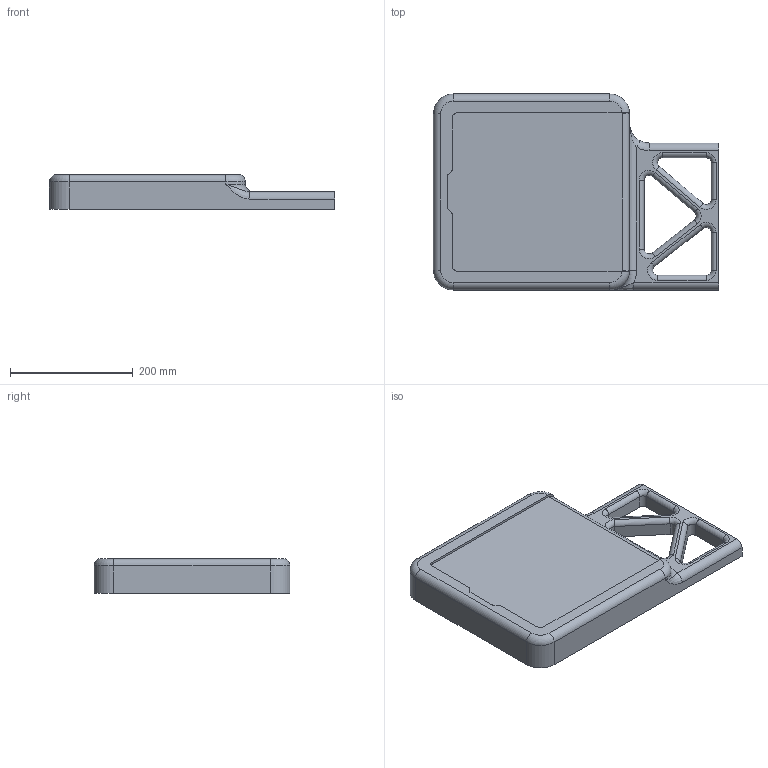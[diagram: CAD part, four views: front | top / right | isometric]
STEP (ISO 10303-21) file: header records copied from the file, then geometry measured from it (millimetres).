
FILE_DESCRIPTION(/* description */ (''),/* implementation_level */ '2;1');
FILE_NAME(/* name */ 'Plate Holder.step',/* time_stamp */ '2024-08-18T20:10:50-04:00',/* author */ (''),/* organization */ (''),/* preprocessor_version */ 'ST-DEVELOPER v20',/* originating_system */ 'Autodesk Translation Framework v13.14.0.145',/* authorisation */ '');
FILE_SCHEMA (('AUTOMOTIVE_DESIGN { 1 0 10303 214 3 1 1 }'));
Length unit declared in the file: millimetre
Products named in the file (1): Plate Holder
Bounding box: 465.5 x 320 x 57.09 mm (x, y, z)
Volume: 6028407.3 mm3; surface area: 338163.1 mm2
Topology: 1 solids, 1 shells, 81 faces, 207 edges, 126 vertices
Faces by surface type: cylinder 36, plane 26, torus 17, bspline 2
Entity records: 2711 total; most frequent: CARTESIAN_POINT 667, DIRECTION 448, ORIENTED_EDGE 410, EDGE_CURVE 205, AXIS2_PLACEMENT_3D 171, VERTEX_POINT 126, LINE 106, VECTOR 106
